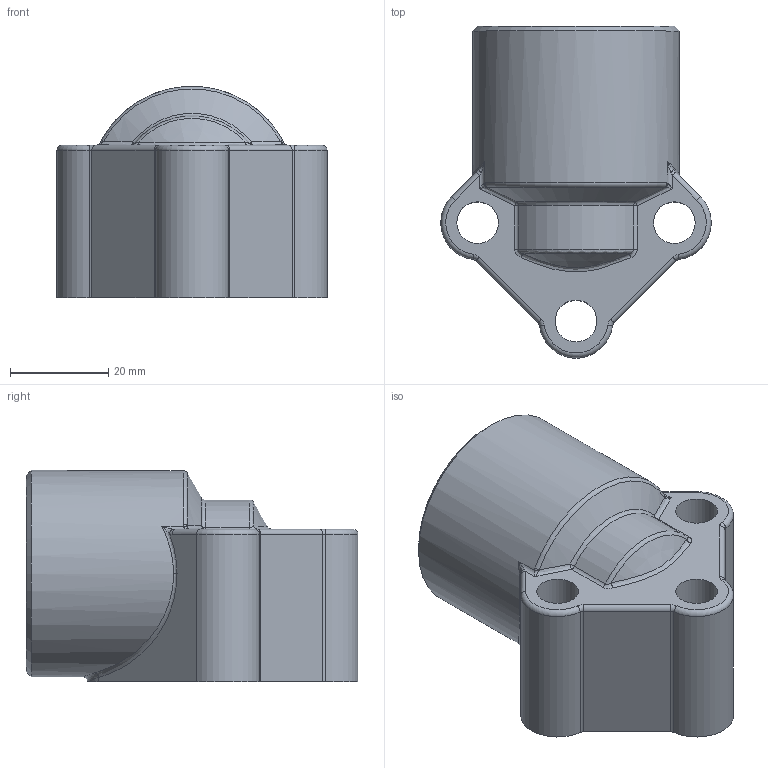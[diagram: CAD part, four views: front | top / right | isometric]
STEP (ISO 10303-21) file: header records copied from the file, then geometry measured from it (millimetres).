
FILE_DESCRIPTION(/* description */ ('Unknown'),/* implementation_level */ '2;1');
FILE_NAME(/* name */ 'AF.01600-001',/* time_stamp */ '2023-07-24T09:39:50+02:00',/* author */ ('Unknown'),/* organization */ ('Unknown'),/* preprocessor_version */ 'ST-DEVELOPER v18.102',/* originating_system */ 'Solid Edge',/* authorisation */ 'Unknown');
FILE_SCHEMA (('AUTOMOTIVE_DESIGN {1 0 10303 214 3 1 1}'));
Length unit declared in the file: millimetre
Products named in the file (2): AF; AF.01600
Assembly tree (1 placements, depth 2):
  AF
    AF.01600
Bounding box: 54.96 x 67.47 x 43 mm (x, y, z)
Volume: 61031.1 mm3; surface area: 17363.2 mm2
Topology: 1 solids, 1 shells, 76 faces, 181 edges, 105 vertices
Faces by surface type: cylinder 31, torus 14, bspline 14, plane 9, cone 6, sphere 2
Full cylindrical faces by diameter (mm): 8.5 x3, 18 x2, 20.6 x1, 24.5 x1, 27 x1, 42 x1
Entity records: 2758 total; most frequent: CARTESIAN_POINT 1185, ORIENTED_EDGE 310, DIRECTION 292, EDGE_CURVE 155, AXIS2_PLACEMENT_3D 130, EDGE_LOOP 101, FACE_BOUND 101, VERTEX_POINT 98
